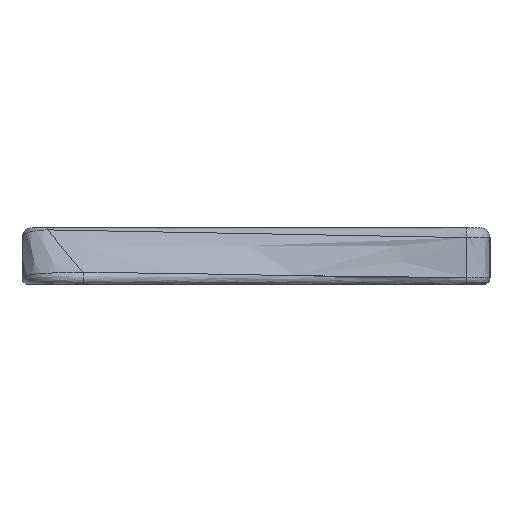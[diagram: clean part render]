
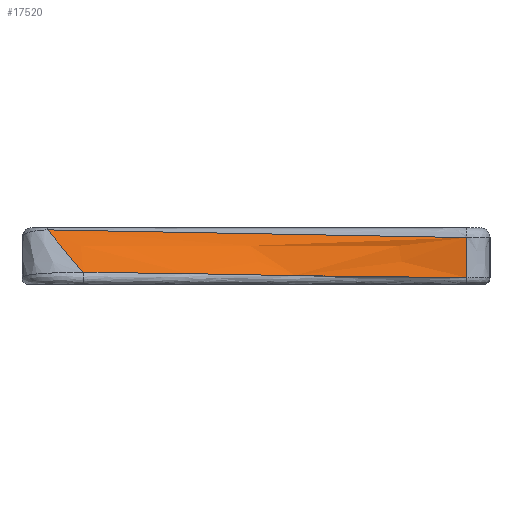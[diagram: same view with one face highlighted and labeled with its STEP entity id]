
A CAD part, left-side view. The second image highlights one B-rep face of the part: STEP entity #17520.
In plain terms, the highlighted free-form (B-spline) face has degree [3, 3] with [8, 4] control points.
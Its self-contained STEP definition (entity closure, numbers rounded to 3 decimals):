
#22=B_SPLINE_SURFACE_WITH_KNOTS('',3,3,((#28903,#28904,#28905,#28906),(#28907,
#28908,#28909,#28910),(#28911,#28912,#28913,#28914),(#28915,#28916,#28917,
#28918),(#28919,#28920,#28921,#28922),(#28923,#28924,#28925,#28926),(#28927,
#28928,#28929,#28930),(#28931,#28932,#28933,#28934)),.UNSPECIFIED.,.F.,
 .F.,.F.,(4,1,1,1,1,4),(4,4),(0.051,0.187,0.458,
0.729,0.864,1.),(0.04,0.882),
 .UNSPECIFIED.);
#235=B_SPLINE_CURVE_WITH_KNOTS('',3,(#28649,#28650,#28651,#28652,#28653,
#28654,#28655,#28656,#28657,#28658,#28659,#28660),.UNSPECIFIED.,.F.,.F.,
(4,1,1,1,1,1,1,1,1,4),(0.,0.056,0.112,
0.224,0.448,0.896,1.792,
3.584,5.376,12.543),.UNSPECIFIED.);
#240=B_SPLINE_CURVE_WITH_KNOTS('',3,(#28888,#28889,#28890,#28891),
 .UNSPECIFIED.,.F.,.F.,(4,4),(0.299,1.5),
 .UNSPECIFIED.);
#243=B_SPLINE_CURVE_WITH_KNOTS('',3,(#28937,#28938,#28939,#28940,#28941,
#28942,#28943,#28944,#28945,#28946,#28947),.UNSPECIFIED.,.F.,.F.,(4,1,1,
1,1,1,1,1,4),(0.,3.333,6.666,8.333,10.,
10.833,11.25,11.458,11.666),
 .UNSPECIFIED.);
#1980=FACE_OUTER_BOUND('',#3016,.T.);
#3016=EDGE_LOOP('',(#13714,#13715,#13716,#13717));
#4622=LINE('',#28936,#6323);
#6323=VECTOR('',#22765,29.924);
#8273=VERTEX_POINT('',#28577);
#8274=VERTEX_POINT('',#28647);
#8279=VERTEX_POINT('',#28887);
#8281=VERTEX_POINT('',#28935);
#10335=EDGE_CURVE('',#8273,#8274,#235,.T.);
#10345=EDGE_CURVE('',#8274,#8279,#240,.T.);
#10348=EDGE_CURVE('',#8273,#8281,#4622,.T.);
#10349=EDGE_CURVE('',#8279,#8281,#243,.T.);
#13714=ORIENTED_EDGE('',*,*,#10335,.F.);
#13715=ORIENTED_EDGE('',*,*,#10348,.T.);
#13716=ORIENTED_EDGE('',*,*,#10349,.F.);
#13717=ORIENTED_EDGE('',*,*,#10345,.F.);
#17520=ADVANCED_FACE('',(#1980),#22,.T.);
#22765=DIRECTION('',(-0.672,-0.475,-0.568));
#28577=CARTESIAN_POINT('',(-11.287,2.851,7.113));
#28647=CARTESIAN_POINT('',(-10.485,-122.508,4.811));
#28649=CARTESIAN_POINT('Ctrl Pts',(-11.287,2.851,7.113));
#28650=CARTESIAN_POINT('Ctrl Pts',(-11.298,2.687,7.1));
#28651=CARTESIAN_POINT('Ctrl Pts',(-11.301,2.316,7.09));
#28652=CARTESIAN_POINT('Ctrl Pts',(-11.309,1.578,7.07));
#28653=CARTESIAN_POINT('Ctrl Pts',(-11.316,0.272,
7.044));
#28654=CARTESIAN_POINT('Ctrl Pts',(-11.329,-2.339,
6.994));
#28655=CARTESIAN_POINT('Ctrl Pts',(-11.347,-7.567,6.9));
#28656=CARTESIAN_POINT('Ctrl Pts',(-11.367,-18.024,6.697));
#28657=CARTESIAN_POINT('Ctrl Pts',(-11.351,-32.963,
6.381));
#28658=CARTESIAN_POINT('Ctrl Pts',(-11.114,-68.808,
5.475));
#28659=CARTESIAN_POINT('Ctrl Pts',(-10.554,-98.645,
4.882));
#28660=CARTESIAN_POINT('Ctrl Pts',(-10.485,-122.508,
4.811));
#28887=CARTESIAN_POINT('',(-10.532,-122.604,-7.191));
#28888=CARTESIAN_POINT('Ctrl Pts',(-10.485,-122.508,
4.811));
#28889=CARTESIAN_POINT('Ctrl Pts',(-10.499,-122.536,
0.81));
#28890=CARTESIAN_POINT('Ctrl Pts',(-10.515,-122.567,
-3.191));
#28891=CARTESIAN_POINT('Ctrl Pts',(-10.532,-122.604,
-7.191));
#28903=CARTESIAN_POINT('Ctrl Pts',(-10.477,-122.414,
7.113));
#28904=CARTESIAN_POINT('Ctrl Pts',(-10.494,-122.609,
2.345));
#28905=CARTESIAN_POINT('Ctrl Pts',(-10.51,-122.804,
-2.423));
#28906=CARTESIAN_POINT('Ctrl Pts',(-10.526,-122.998,-7.191));
#28907=CARTESIAN_POINT('Ctrl Pts',(-10.482,-115.912,
7.113));
#28908=CARTESIAN_POINT('Ctrl Pts',(-10.531,-116.297,2.345));
#28909=CARTESIAN_POINT('Ctrl Pts',(-10.569,-116.681,-2.423));
#28910=CARTESIAN_POINT('Ctrl Pts',(-10.618,-117.066,
-7.191));
#28911=CARTESIAN_POINT('Ctrl Pts',(-10.512,-94.536,7.113));
#28912=CARTESIAN_POINT('Ctrl Pts',(-10.764,-95.627,
2.345));
#28913=CARTESIAN_POINT('Ctrl Pts',(-11.024,-96.719,
-2.423));
#28914=CARTESIAN_POINT('Ctrl Pts',(-11.276,-97.81,
-7.191));
#28915=CARTESIAN_POINT('Ctrl Pts',(-10.69,-54.055,
7.113));
#28916=CARTESIAN_POINT('Ctrl Pts',(-12.186,-56.736,
2.345));
#28917=CARTESIAN_POINT('Ctrl Pts',(-13.676,-59.417,
-2.423));
#28918=CARTESIAN_POINT('Ctrl Pts',(-15.173,-62.098,
-7.191));
#28919=CARTESIAN_POINT('Ctrl Pts',(-10.997,-19.123,7.113));
#28920=CARTESIAN_POINT('Ctrl Pts',(-14.618,-23.179,
2.345));
#28921=CARTESIAN_POINT('Ctrl Pts',(-18.243,-27.238,
-2.423));
#28922=CARTESIAN_POINT('Ctrl Pts',(-21.864,-31.294,
-7.191));
#28923=CARTESIAN_POINT('Ctrl Pts',(-11.204,-1.695,
7.113));
#28924=CARTESIAN_POINT('Ctrl Pts',(-16.261,-6.109,
2.345));
#28925=CARTESIAN_POINT('Ctrl Pts',(-21.318,-10.522,
-2.423));
#28926=CARTESIAN_POINT('Ctrl Pts',(-26.375,-14.935,
-7.191));
#28927=CARTESIAN_POINT('Ctrl Pts',(-11.269,2.318,7.113));
#28928=CARTESIAN_POINT('Ctrl Pts',(-16.781,-1.893,2.345));
#28929=CARTESIAN_POINT('Ctrl Pts',(-22.295,-6.107,
-2.423));
#28930=CARTESIAN_POINT('Ctrl Pts',(-27.807,-10.319,
-7.191));
#28931=CARTESIAN_POINT('Ctrl Pts',(-11.287,2.851,7.113));
#28932=CARTESIAN_POINT('Ctrl Pts',(-16.927,-1.137,2.345));
#28933=CARTESIAN_POINT('Ctrl Pts',(-22.567,-5.125,
-2.423));
#28934=CARTESIAN_POINT('Ctrl Pts',(-28.207,-9.112,-7.191));
#28935=CARTESIAN_POINT('',(-26.302,-7.766,-5.581));
#28936=CARTESIAN_POINT('',(-10.475,3.425,7.8));
#28937=CARTESIAN_POINT('Ctrl Pts',(-10.532,-122.604,
-7.191));
#28938=CARTESIAN_POINT('Ctrl Pts',(-10.715,-111.547,-7.162));
#28939=CARTESIAN_POINT('Ctrl Pts',(-11.966,-89.45,
-6.957));
#28940=CARTESIAN_POINT('Ctrl Pts',(-15.378,-61.985,
-6.391));
#28941=CARTESIAN_POINT('Ctrl Pts',(-19.022,-40.135,
-5.979));
#28942=CARTESIAN_POINT('Ctrl Pts',(-21.727,-26.553,
-5.778));
#28943=CARTESIAN_POINT('Ctrl Pts',(-23.882,-17.103,
-5.669));
#28944=CARTESIAN_POINT('Ctrl Pts',(-25.044,-12.399,
-5.623));
#28945=CARTESIAN_POINT('Ctrl Pts',(-25.743,-9.732,
-5.599));
#28946=CARTESIAN_POINT('Ctrl Pts',(-26.11,-8.404,
-5.587));
#28947=CARTESIAN_POINT('Ctrl Pts',(-26.302,-7.766,
-5.581));
